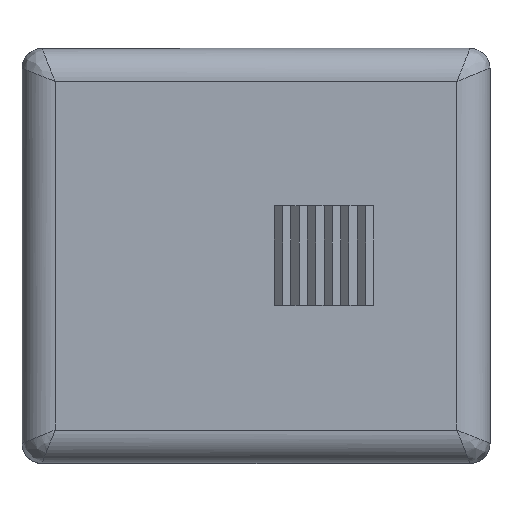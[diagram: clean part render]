
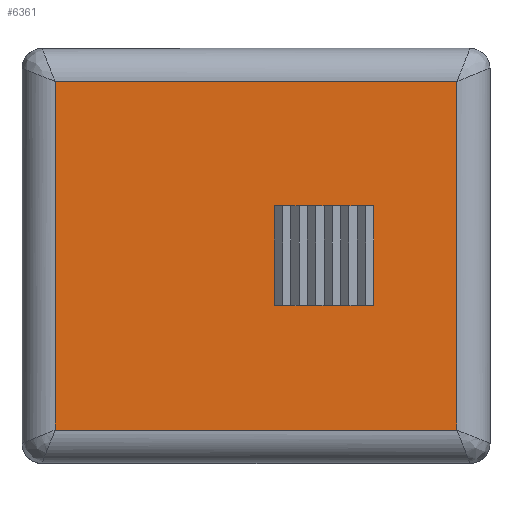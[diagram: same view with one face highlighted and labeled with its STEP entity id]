
A CAD part, top view. The second image highlights one B-rep face of the part: STEP entity #6361.
In plain terms, the highlighted planar face has unit normal (0, 0, 1).
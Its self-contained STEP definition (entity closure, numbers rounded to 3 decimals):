
#429=CARTESIAN_POINT('',(12.35,-11.5,7.5));
#431=DIRECTION('',(0.,1.,0.));
#432=VECTOR('',#431,10.5);
#433=CARTESIAN_POINT('',(12.35,-11.5,7.5));
#434=LINE('',#433,#432);
#455=DIRECTION('',(-1.,0.,0.));
#456=VECTOR('',#455,12.1);
#457=CARTESIAN_POINT('',(12.35,-1.,7.5));
#458=LINE('',#457,#456);
#492=DIRECTION('',(0.,-1.,0.));
#493=VECTOR('',#492,10.5);
#494=CARTESIAN_POINT('',(0.25,-1.,7.5));
#495=LINE('',#494,#493);
#533=DIRECTION('',(1.,0.,0.));
#534=VECTOR('',#533,12.1);
#535=CARTESIAN_POINT('',(0.25,-11.5,7.5));
#536=LINE('',#535,#534);
#4945=VERTEX_POINT('',#429);
#4946=CARTESIAN_POINT('',(12.35,-1.,7.5));
#4947=VERTEX_POINT('',#4946);
#4949=CARTESIAN_POINT('',(0.25,-1.,7.5));
#4950=VERTEX_POINT('',#4949);
#4951=CARTESIAN_POINT('',(0.25,-11.5,7.5));
#4952=VERTEX_POINT('',#4951);
#6347=CARTESIAN_POINT('',(6.3,-6.25,7.5));
#6348=DIRECTION('',(0.,0.,1.));
#6349=DIRECTION('',(1.,0.,0.));
#6350=AXIS2_PLACEMENT_3D('',#6347,#6348,#6349);
#6351=PLANE('',#6350);
#6353=ORIENTED_EDGE('',*,*,#6352,.F.);
#6354=ORIENTED_EDGE('',*,*,#6338,.F.);
#6356=ORIENTED_EDGE('',*,*,#6355,.F.);
#6358=ORIENTED_EDGE('',*,*,#6357,.F.);
#6359=EDGE_LOOP('',(#6353,#6354,#6356,#6358));
#6360=FACE_OUTER_BOUND('',#6359,.F.);
#6361=ADVANCED_FACE('',(#6360),#6351,.T.);
#6338=EDGE_CURVE('',#4945,#4947,#434,.T.);
#6352=EDGE_CURVE('',#4947,#4950,#458,.T.);
#6355=EDGE_CURVE('',#4952,#4945,#536,.T.);
#6357=EDGE_CURVE('',#4950,#4952,#495,.T.);
